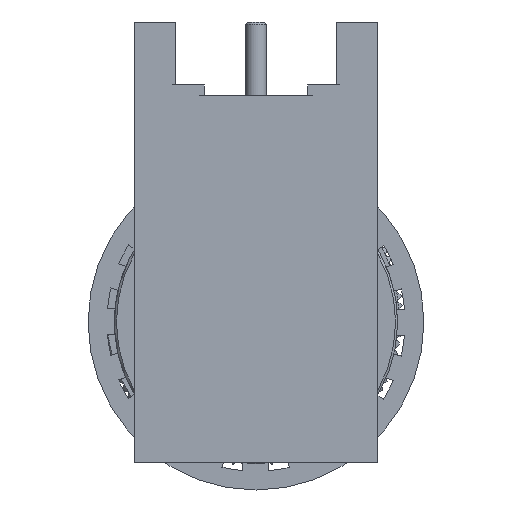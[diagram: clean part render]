
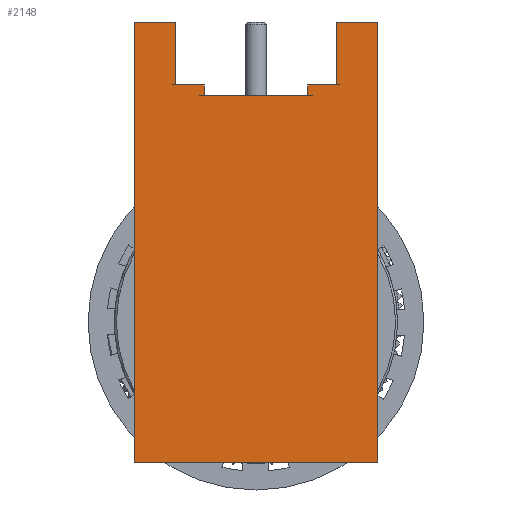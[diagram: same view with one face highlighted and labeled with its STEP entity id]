
A CAD part, front view. The second image highlights one B-rep face of the part: STEP entity #2148.
In plain terms, the highlighted planar face has unit normal (0, -1, 0).
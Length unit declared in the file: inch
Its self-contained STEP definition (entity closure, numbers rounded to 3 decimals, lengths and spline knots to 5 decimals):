
#877 = EDGE_CURVE ( 'NONE', #14038, #17247, #10364, .T. ) ;
#884 = DIRECTION ( 'NONE',  ( 1., 0., 0. ) ) ;
#1893 = ORIENTED_EDGE ( 'NONE', *, *, #20312, .F. ) ;
#2148 = ADVANCED_FACE ( 'NONE', ( #32665 ), #23693, .F. ) ;
#2706 = LINE ( 'NONE', #17882, #37517 ) ;
#2975 = CARTESIAN_POINT ( 'NONE',  ( 0.22835, -0.22835, 0.56299 ) ) ;
#3084 = DIRECTION ( 'NONE',  ( 1., 0., 0. ) ) ;
#3697 = VECTOR ( 'NONE', #884, 39.37008 ) ;
#4146 = DIRECTION ( 'NONE',  ( 0., 0., -1. ) ) ;
#4278 = EDGE_CURVE ( 'NONE', #17875, #19103, #31995, .T. ) ;
#5319 = CARTESIAN_POINT ( 'NONE',  ( 0.09684, -0.22835, -0.26378 ) ) ;
#5547 = EDGE_CURVE ( 'NONE', #36168, #29121, #7809, .T. ) ;
#5980 = LINE ( 'NONE', #32004, #27706 ) ;
#6248 = CARTESIAN_POINT ( 'NONE',  ( -0.15075, -0.22835, -0.26378 ) ) ;
#6312 = DIRECTION ( 'NONE',  ( 1., 0., 0. ) ) ;
#6374 = LINE ( 'NONE', #15686, #21475 ) ;
#6445 = VERTEX_POINT ( 'NONE', #8924 ) ;
#6741 = VECTOR ( 'NONE', #28629, 39.37008 ) ;
#6989 = EDGE_LOOP ( 'NONE', ( #20159, #26459, #26968, #7193, #16658, #1893, #24217, #22897, #34732, #13361, #28827, #18275 ) ) ;
#7064 = LINE ( 'NONE', #24754, #34762 ) ;
#7193 = ORIENTED_EDGE ( 'NONE', *, *, #14441, .F. ) ;
#7809 = LINE ( 'NONE', #26086, #6741 ) ;
#8924 = CARTESIAN_POINT ( 'NONE',  ( 0.15075, -0.22835, 0.44488 ) ) ;
#9225 = LINE ( 'NONE', #21087, #14345 ) ;
#9270 = CARTESIAN_POINT ( 'NONE',  ( -0.22835, -0.22835, 0.56299 ) ) ;
#9355 = LINE ( 'NONE', #6248, #34720 ) ;
#10364 = LINE ( 'NONE', #30832, #25338 ) ;
#10805 = VERTEX_POINT ( 'NONE', #12551 ) ;
#11620 = VERTEX_POINT ( 'NONE', #25677 ) ;
#12551 = CARTESIAN_POINT ( 'NONE',  ( -0.15075, -0.22835, 0.44488 ) ) ;
#13101 = VERTEX_POINT ( 'NONE', #24279 ) ;
#13361 = ORIENTED_EDGE ( 'NONE', *, *, #877, .F. ) ;
#13910 = CARTESIAN_POINT ( 'NONE',  ( -0.15075, -0.22835, 0.56299 ) ) ;
#14038 = VERTEX_POINT ( 'NONE', #2975 ) ;
#14073 = DIRECTION ( 'NONE',  ( 1., 0., 0. ) ) ;
#14345 = VECTOR ( 'NONE', #6312, 39.37008 ) ;
#14441 = EDGE_CURVE ( 'NONE', #17050, #13101, #7064, .T. ) ;
#14740 = DIRECTION ( 'NONE',  ( 1., 0., 0. ) ) ;
#14951 = DIRECTION ( 'NONE',  ( 1., 0., 0. ) ) ;
#15686 = CARTESIAN_POINT ( 'NONE',  ( 0.15075, -0.22835, -0.26378 ) ) ;
#16390 = DIRECTION ( 'NONE',  ( 0., 0., -1. ) ) ;
#16658 = ORIENTED_EDGE ( 'NONE', *, *, #37987, .F. ) ;
#17050 = VERTEX_POINT ( 'NONE', #25081 ) ;
#17247 = VERTEX_POINT ( 'NONE', #22156 ) ;
#17553 = EDGE_CURVE ( 'NONE', #6445, #11620, #6374, .T. ) ;
#17875 = VERTEX_POINT ( 'NONE', #34594 ) ;
#17882 = CARTESIAN_POINT ( 'NONE',  ( 0., -0.22835, 0.4252 ) ) ;
#18275 = ORIENTED_EDGE ( 'NONE', *, *, #17553, .F. ) ;
#18281 = VECTOR ( 'NONE', #14951, 39.37008 ) ;
#18703 = AXIS2_PLACEMENT_3D ( 'NONE', #29546, #24070, #14740 ) ;
#19103 = VERTEX_POINT ( 'NONE', #32368 ) ;
#19503 = VECTOR ( 'NONE', #29069, 39.37008 ) ;
#20159 = ORIENTED_EDGE ( 'NONE', *, *, #36482, .F. ) ;
#20312 = EDGE_CURVE ( 'NONE', #23665, #10805, #9355, .T. ) ;
#21087 = CARTESIAN_POINT ( 'NONE',  ( -0.22835, -0.22835, 0.56299 ) ) ;
#21475 = VECTOR ( 'NONE', #27378, 39.37008 ) ;
#22156 = CARTESIAN_POINT ( 'NONE',  ( 0.22835, -0.22835, -0.26378 ) ) ;
#22588 = CARTESIAN_POINT ( 'NONE',  ( -0.22835, -0.22835, -0.26378 ) ) ;
#22897 = ORIENTED_EDGE ( 'NONE', *, *, #5547, .T. ) ;
#23191 = EDGE_CURVE ( 'NONE', #11620, #14038, #33408, .T. ) ;
#23226 = LINE ( 'NONE', #29072, #36036 ) ;
#23665 = VERTEX_POINT ( 'NONE', #13910 ) ;
#23693 = PLANE ( 'NONE',  #18703 ) ;
#23848 = EDGE_CURVE ( 'NONE', #36168, #23665, #9225, .T. ) ;
#24070 = DIRECTION ( 'NONE',  ( 0., 1., 0. ) ) ;
#24217 = ORIENTED_EDGE ( 'NONE', *, *, #23848, .F. ) ;
#24279 = CARTESIAN_POINT ( 'NONE',  ( -0.09684, -0.22835, 0.4252 ) ) ;
#24754 = CARTESIAN_POINT ( 'NONE',  ( -0.09684, -0.22835, -0.26378 ) ) ;
#25081 = CARTESIAN_POINT ( 'NONE',  ( -0.09684, -0.22835, 0.44488 ) ) ;
#25338 = VECTOR ( 'NONE', #4146, 39.37008 ) ;
#25677 = CARTESIAN_POINT ( 'NONE',  ( 0.15075, -0.22835, 0.56299 ) ) ;
#26086 = CARTESIAN_POINT ( 'NONE',  ( -0.22835, -0.22835, 0.56299 ) ) ;
#26459 = ORIENTED_EDGE ( 'NONE', *, *, #4278, .F. ) ;
#26635 = CARTESIAN_POINT ( 'NONE',  ( 0., -0.22835, 0.44488 ) ) ;
#26968 = ORIENTED_EDGE ( 'NONE', *, *, #33909, .F. ) ;
#27378 = DIRECTION ( 'NONE',  ( 0., 0., 1. ) ) ;
#27706 = VECTOR ( 'NONE', #14073, 39.37008 ) ;
#28629 = DIRECTION ( 'NONE',  ( 0., 0., -1. ) ) ;
#28827 = ORIENTED_EDGE ( 'NONE', *, *, #23191, .F. ) ;
#28943 = CARTESIAN_POINT ( 'NONE',  ( -0.22835, -0.22835, 0.56299 ) ) ;
#29069 = DIRECTION ( 'NONE',  ( 0., 0., 1. ) ) ;
#29072 = CARTESIAN_POINT ( 'NONE',  ( -0.22835, -0.22835, -0.26378 ) ) ;
#29121 = VERTEX_POINT ( 'NONE', #22588 ) ;
#29546 = CARTESIAN_POINT ( 'NONE',  ( -0.22835, -0.22835, 0.56299 ) ) ;
#30349 = EDGE_CURVE ( 'NONE', #29121, #17247, #23226, .T. ) ;
#30832 = CARTESIAN_POINT ( 'NONE',  ( 0.22835, -0.22835, 0.56299 ) ) ;
#31995 = LINE ( 'NONE', #5319, #19503 ) ;
#32004 = CARTESIAN_POINT ( 'NONE',  ( 0., -0.22835, 0.44488 ) ) ;
#32368 = CARTESIAN_POINT ( 'NONE',  ( 0.09684, -0.22835, 0.44488 ) ) ;
#32665 = FACE_OUTER_BOUND ( 'NONE', #6989, .T. ) ;
#33408 = LINE ( 'NONE', #9270, #3697 ) ;
#33909 = EDGE_CURVE ( 'NONE', #13101, #17875, #2706, .T. ) ;
#34594 = CARTESIAN_POINT ( 'NONE',  ( 0.09684, -0.22835, 0.4252 ) ) ;
#34720 = VECTOR ( 'NONE', #36611, 39.37008 ) ;
#34732 = ORIENTED_EDGE ( 'NONE', *, *, #30349, .T. ) ;
#34762 = VECTOR ( 'NONE', #16390, 39.37008 ) ;
#35127 = DIRECTION ( 'NONE',  ( 1., 0., 0. ) ) ;
#35235 = LINE ( 'NONE', #26635, #18281 ) ;
#36036 = VECTOR ( 'NONE', #35127, 39.37008 ) ;
#36168 = VERTEX_POINT ( 'NONE', #28943 ) ;
#36482 = EDGE_CURVE ( 'NONE', #19103, #6445, #35235, .T. ) ;
#36611 = DIRECTION ( 'NONE',  ( 0., 0., -1. ) ) ;
#37517 = VECTOR ( 'NONE', #3084, 39.37008 ) ;
#37987 = EDGE_CURVE ( 'NONE', #10805, #17050, #5980, .T. ) ;
